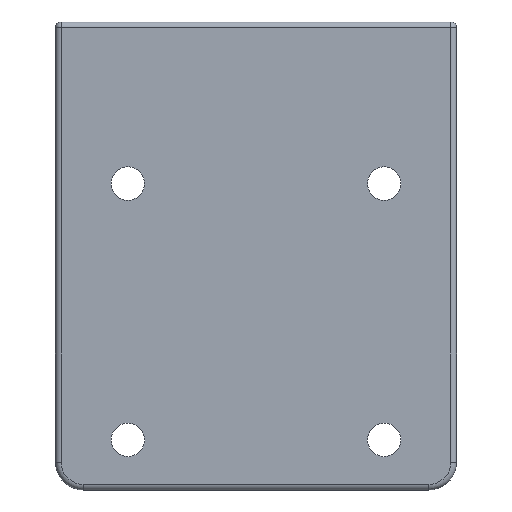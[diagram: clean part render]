
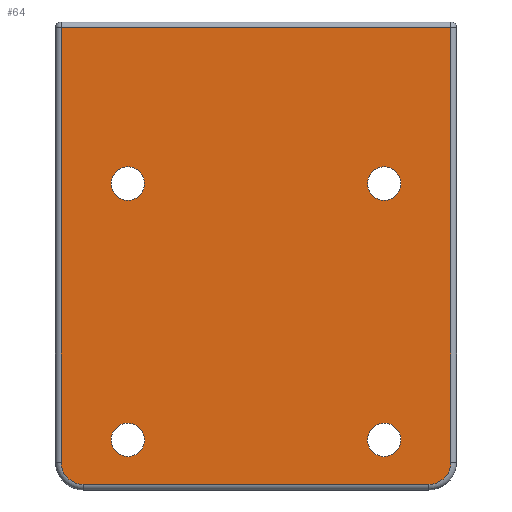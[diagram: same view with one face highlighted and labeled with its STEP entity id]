
A CAD part, front view. The second image highlights one B-rep face of the part: STEP entity #64.
In plain terms, the highlighted planar face has unit normal (0, -1, 0).
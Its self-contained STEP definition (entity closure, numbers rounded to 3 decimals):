
#9 = EDGE_LOOP ( 'NONE', ( #270, #902, #1242, #513, #461, #646 ) ) ;
#12 = FACE_BOUND ( 'NONE', #574, .T. ) ;
#16 = CARTESIAN_POINT ( 'NONE',  ( -31., 0., -79. ) ) ;
#22 = CARTESIAN_POINT ( 'NONE',  ( -23., 0., -75. ) ) ;
#30 = DIRECTION ( 'NONE',  ( 1., 0., 0. ) ) ;
#64 = ADVANCED_FACE ( 'NONE', ( #314, #12, #186, #294, #1115 ), #1194, .F. ) ;
#72 = ORIENTED_EDGE ( 'NONE', *, *, #800, .T. ) ;
#78 = EDGE_CURVE ( 'NONE', #1142, #525, #307, .T. ) ;
#91 = CIRCLE ( 'NONE', #821, 3. ) ;
#109 = VERTEX_POINT ( 'NONE', #688 ) ;
#117 = CIRCLE ( 'NONE', #586, 3. ) ;
#133 = VERTEX_POINT ( 'NONE', #406 ) ;
#149 = CARTESIAN_POINT ( 'NONE',  ( 35., 0., -79. ) ) ;
#152 = EDGE_CURVE ( 'NONE', #1028, #1232, #516, .T. ) ;
#157 = VERTEX_POINT ( 'NONE', #990 ) ;
#172 = DIRECTION ( 'NONE',  ( 0., 1., 0. ) ) ;
#176 = CARTESIAN_POINT ( 'NONE',  ( 35., 0., -1. ) ) ;
#186 = FACE_BOUND ( 'NONE', #235, .T. ) ;
#190 = AXIS2_PLACEMENT_3D ( 'NONE', #573, #956, #971 ) ;
#193 = CIRCLE ( 'NONE', #1201, 3. ) ;
#195 = CARTESIAN_POINT ( 'NONE',  ( -35., 0., 0. ) ) ;
#202 = DIRECTION ( 'NONE',  ( 0., 0., 1. ) ) ;
#221 = DIRECTION ( 'NONE',  ( 0., 0., 1. ) ) ;
#225 = CIRCLE ( 'NONE', #566, 3. ) ;
#230 = CIRCLE ( 'NONE', #968, 4. ) ;
#235 = EDGE_LOOP ( 'NONE', ( #652, #600 ) ) ;
#249 = EDGE_CURVE ( 'NONE', #525, #691, #439, .T. ) ;
#251 = DIRECTION ( 'NONE',  ( 0., -1., 0. ) ) ;
#254 = DIRECTION ( 'NONE',  ( -1., 0., 0. ) ) ;
#255 = VECTOR ( 'NONE', #254, 1000. ) ;
#256 = EDGE_LOOP ( 'NONE', ( #672, #911 ) ) ;
#270 = ORIENTED_EDGE ( 'NONE', *, *, #152, .T. ) ;
#276 = VERTEX_POINT ( 'NONE', #942 ) ;
#284 = VERTEX_POINT ( 'NONE', #441 ) ;
#285 = DIRECTION ( 'NONE',  ( 0., 0., 1. ) ) ;
#294 = FACE_BOUND ( 'NONE', #1068, .T. ) ;
#307 = LINE ( 'NONE', #195, #710 ) ;
#314 = FACE_BOUND ( 'NONE', #256, .T. ) ;
#326 = CARTESIAN_POINT ( 'NONE',  ( 23., 0., -29. ) ) ;
#363 = CIRCLE ( 'NONE', #489, 3. ) ;
#371 = VERTEX_POINT ( 'NONE', #577 ) ;
#372 = DIRECTION ( 'NONE',  ( 0., 0., 1. ) ) ;
#375 = AXIS2_PLACEMENT_3D ( 'NONE', #16, #1214, #934 ) ;
#406 = CARTESIAN_POINT ( 'NONE',  ( 31., 0., -83. ) ) ;
#408 = EDGE_CURVE ( 'NONE', #133, #1028, #230, .T. ) ;
#430 = CARTESIAN_POINT ( 'NONE',  ( -23., 0., -29. ) ) ;
#439 = CIRCLE ( 'NONE', #375, 4. ) ;
#441 = CARTESIAN_POINT ( 'NONE',  ( -23., 0., -26. ) ) ;
#461 = ORIENTED_EDGE ( 'NONE', *, *, #1053, .T. ) ;
#489 = AXIS2_PLACEMENT_3D ( 'NONE', #1029, #631, #1139 ) ;
#503 = CARTESIAN_POINT ( 'NONE',  ( 36., 0., 0. ) ) ;
#513 = ORIENTED_EDGE ( 'NONE', *, *, #249, .T. ) ;
#516 = LINE ( 'NONE', #598, #1075 ) ;
#525 = VERTEX_POINT ( 'NONE', #987 ) ;
#539 = DIRECTION ( 'NONE',  ( 0., 0., 1. ) ) ;
#554 = DIRECTION ( 'NONE',  ( 0., 0., 1. ) ) ;
#561 = VERTEX_POINT ( 'NONE', #946 ) ;
#565 = VERTEX_POINT ( 'NONE', #1239 ) ;
#566 = AXIS2_PLACEMENT_3D ( 'NONE', #575, #679, #372 ) ;
#573 = CARTESIAN_POINT ( 'NONE',  ( 23., 0., -29. ) ) ;
#574 = EDGE_LOOP ( 'NONE', ( #1048, #72 ) ) ;
#575 = CARTESIAN_POINT ( 'NONE',  ( -23., 0., -75. ) ) ;
#577 = CARTESIAN_POINT ( 'NONE',  ( -23., 0., -32. ) ) ;
#586 = AXIS2_PLACEMENT_3D ( 'NONE', #866, #1266, #285 ) ;
#596 = VECTOR ( 'NONE', #30, 1000. ) ;
#598 = CARTESIAN_POINT ( 'NONE',  ( 35., 0., 0. ) ) ;
#600 = ORIENTED_EDGE ( 'NONE', *, *, #1060, .T. ) ;
#631 = DIRECTION ( 'NONE',  ( 0., 1., 0. ) ) ;
#646 = ORIENTED_EDGE ( 'NONE', *, *, #408, .T. ) ;
#652 = ORIENTED_EDGE ( 'NONE', *, *, #1210, .T. ) ;
#672 = ORIENTED_EDGE ( 'NONE', *, *, #991, .T. ) ;
#679 = DIRECTION ( 'NONE',  ( 0., 1., 0. ) ) ;
#688 = CARTESIAN_POINT ( 'NONE',  ( 23., 0., -32. ) ) ;
#691 = VERTEX_POINT ( 'NONE', #846 ) ;
#707 = DIRECTION ( 'NONE',  ( 0., 1., 0. ) ) ;
#710 = VECTOR ( 'NONE', #1095, 1000. ) ;
#723 = EDGE_CURVE ( 'NONE', #1279, #565, #225, .T. ) ;
#747 = DIRECTION ( 'NONE',  ( 0., 1., 0. ) ) ;
#750 = CIRCLE ( 'NONE', #1024, 3. ) ;
#760 = CIRCLE ( 'NONE', #926, 3. ) ;
#791 = ORIENTED_EDGE ( 'NONE', *, *, #723, .T. ) ;
#800 = EDGE_CURVE ( 'NONE', #561, #276, #117, .T. ) ;
#802 = DIRECTION ( 'NONE',  ( 0., 0., 1. ) ) ;
#813 = EDGE_CURVE ( 'NONE', #276, #561, #750, .T. ) ;
#819 = DIRECTION ( 'NONE',  ( 0., 1., 0. ) ) ;
#821 = AXIS2_PLACEMENT_3D ( 'NONE', #430, #1055, #539 ) ;
#846 = CARTESIAN_POINT ( 'NONE',  ( -31., 0., -83. ) ) ;
#866 = CARTESIAN_POINT ( 'NONE',  ( 23., 0., -75. ) ) ;
#902 = ORIENTED_EDGE ( 'NONE', *, *, #1008, .T. ) ;
#911 = ORIENTED_EDGE ( 'NONE', *, *, #1003, .T. ) ;
#926 = AXIS2_PLACEMENT_3D ( 'NONE', #326, #747, #554 ) ;
#929 = CARTESIAN_POINT ( 'NONE',  ( 36., 0., -1. ) ) ;
#934 = DIRECTION ( 'NONE',  ( 0., 0., 1. ) ) ;
#936 = LINE ( 'NONE', #929, #255 ) ;
#939 = AXIS2_PLACEMENT_3D ( 'NONE', #503, #707, #202 ) ;
#942 = CARTESIAN_POINT ( 'NONE',  ( 23., 0., -72. ) ) ;
#946 = CARTESIAN_POINT ( 'NONE',  ( 23., 0., -78. ) ) ;
#956 = DIRECTION ( 'NONE',  ( 0., 1., 0. ) ) ;
#968 = AXIS2_PLACEMENT_3D ( 'NONE', #1267, #251, #1274 ) ;
#971 = DIRECTION ( 'NONE',  ( 0., 0., 1. ) ) ;
#979 = EDGE_CURVE ( 'NONE', #565, #1279, #193, .T. ) ;
#987 = CARTESIAN_POINT ( 'NONE',  ( -35., 0., -79. ) ) ;
#988 = CIRCLE ( 'NONE', #190, 3. ) ;
#990 = CARTESIAN_POINT ( 'NONE',  ( 23., 0., -26. ) ) ;
#991 = EDGE_CURVE ( 'NONE', #284, #371, #363, .T. ) ;
#1003 = EDGE_CURVE ( 'NONE', #371, #284, #91, .T. ) ;
#1008 = EDGE_CURVE ( 'NONE', #1232, #1142, #936, .T. ) ;
#1016 = CARTESIAN_POINT ( 'NONE',  ( -23., 0., -78. ) ) ;
#1024 = AXIS2_PLACEMENT_3D ( 'NONE', #1161, #172, #1190 ) ;
#1028 = VERTEX_POINT ( 'NONE', #149 ) ;
#1029 = CARTESIAN_POINT ( 'NONE',  ( -23., 0., -29. ) ) ;
#1048 = ORIENTED_EDGE ( 'NONE', *, *, #813, .T. ) ;
#1053 = EDGE_CURVE ( 'NONE', #691, #133, #1249, .T. ) ;
#1055 = DIRECTION ( 'NONE',  ( 0., 1., 0. ) ) ;
#1060 = EDGE_CURVE ( 'NONE', #109, #157, #760, .T. ) ;
#1068 = EDGE_LOOP ( 'NONE', ( #1207, #791 ) ) ;
#1075 = VECTOR ( 'NONE', #802, 1000. ) ;
#1095 = DIRECTION ( 'NONE',  ( 0., 0., -1. ) ) ;
#1115 = FACE_OUTER_BOUND ( 'NONE', #9, .T. ) ;
#1139 = DIRECTION ( 'NONE',  ( 0., 0., 1. ) ) ;
#1142 = VERTEX_POINT ( 'NONE', #1159 ) ;
#1159 = CARTESIAN_POINT ( 'NONE',  ( -35., 0., -1. ) ) ;
#1161 = CARTESIAN_POINT ( 'NONE',  ( 23., 0., -75. ) ) ;
#1190 = DIRECTION ( 'NONE',  ( 0., 0., 1. ) ) ;
#1194 = PLANE ( 'NONE',  #939 ) ;
#1201 = AXIS2_PLACEMENT_3D ( 'NONE', #22, #819, #221 ) ;
#1207 = ORIENTED_EDGE ( 'NONE', *, *, #979, .T. ) ;
#1210 = EDGE_CURVE ( 'NONE', #157, #109, #988, .T. ) ;
#1214 = DIRECTION ( 'NONE',  ( 0., -1., 0. ) ) ;
#1223 = CARTESIAN_POINT ( 'NONE',  ( 36., 0., -83. ) ) ;
#1232 = VERTEX_POINT ( 'NONE', #176 ) ;
#1239 = CARTESIAN_POINT ( 'NONE',  ( -23., 0., -72. ) ) ;
#1242 = ORIENTED_EDGE ( 'NONE', *, *, #78, .T. ) ;
#1249 = LINE ( 'NONE', #1223, #596 ) ;
#1266 = DIRECTION ( 'NONE',  ( 0., 1., 0. ) ) ;
#1267 = CARTESIAN_POINT ( 'NONE',  ( 31., 0., -79. ) ) ;
#1274 = DIRECTION ( 'NONE',  ( 0., 0., 1. ) ) ;
#1279 = VERTEX_POINT ( 'NONE', #1016 ) ;
